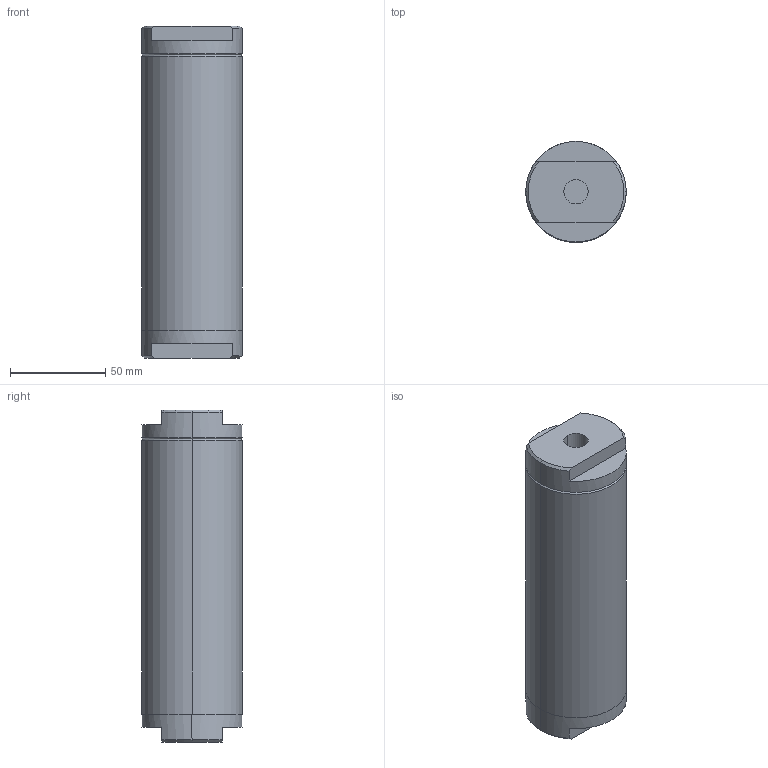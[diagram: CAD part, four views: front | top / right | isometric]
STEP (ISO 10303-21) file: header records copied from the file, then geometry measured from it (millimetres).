
FILE_DESCRIPTION((''),'2;1');
FILE_NAME('volumetank.stp','2002-01-15T19:27:55',('Administrator'),(''),'Autodesk Inventor (tm) 3.0','Autodesk Inventor (tm) 3.0','');
FILE_SCHEMA(('CONFIG_CONTROL_DESIGN'));
Length unit declared in the file: inch
Products named in the file (4): volumetank; volumetank1; volumetank2; volumetank3
Assembly tree (3 placements, depth 2):
  volumetank
    volumetank1
    volumetank2
    volumetank3
Bounding box: 52.7 x 52.7 x 173.99 mm (x, y, z)
Volume: 373877 mm3; surface area: 42477.3 mm2
Topology: 3 solids, 3 shells, 40 faces, 90 edges, 56 vertices
Faces by surface type: cone 16, plane 14, cylinder 10
Entity records: 1627 total; most frequent: DIRECTION 220, CARTESIAN_POINT 209, ORIENTED_EDGE 180, AXIS2_PLACEMENT_3D 91, EDGE_CURVE 90, VERTEX_POINT 56, CIRCLE 44, EDGE_LOOP 44
